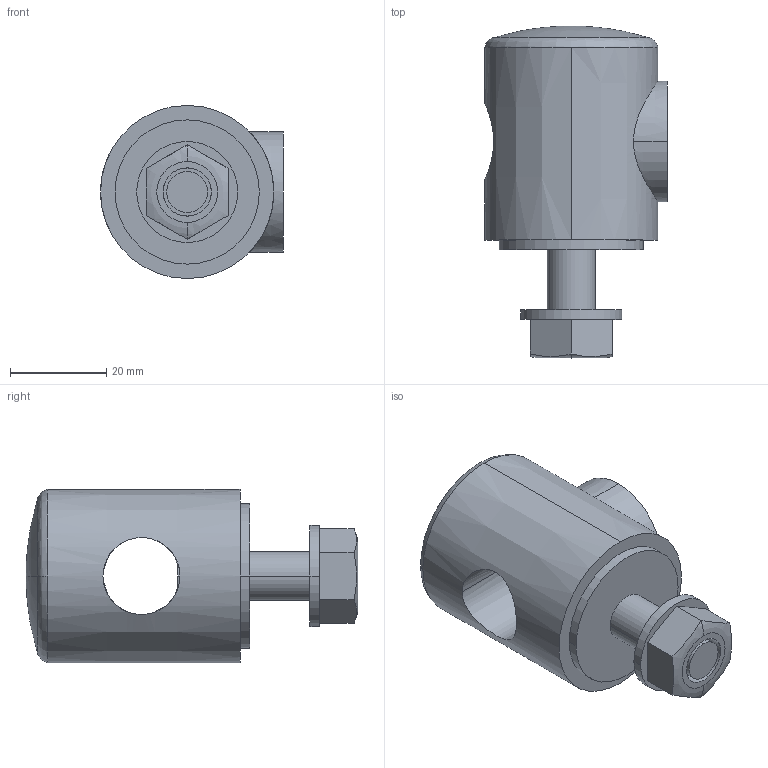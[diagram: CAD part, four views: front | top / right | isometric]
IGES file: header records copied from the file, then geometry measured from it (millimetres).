
Start section:  PTC IGES file: s0255-59041.igs
Global section: file name: s0255-59041.igs; native system: Pro/ENGINEER by Parametric Technology Corporation; preprocessor: 2006200; author: Andrea.Castagnoli; organization: Unknown; date: 20070622.123658; units: millimetre
Bounding box: 38 x 69 x 36 mm (x, y, z)
Volume: 40964.9 mm3; surface area: 12504.3 mm2
Topology: 2 solids, 4 shells, 48 faces, 112 edges, 70 vertices
Faces by surface type: revolution 32, bspline 16
